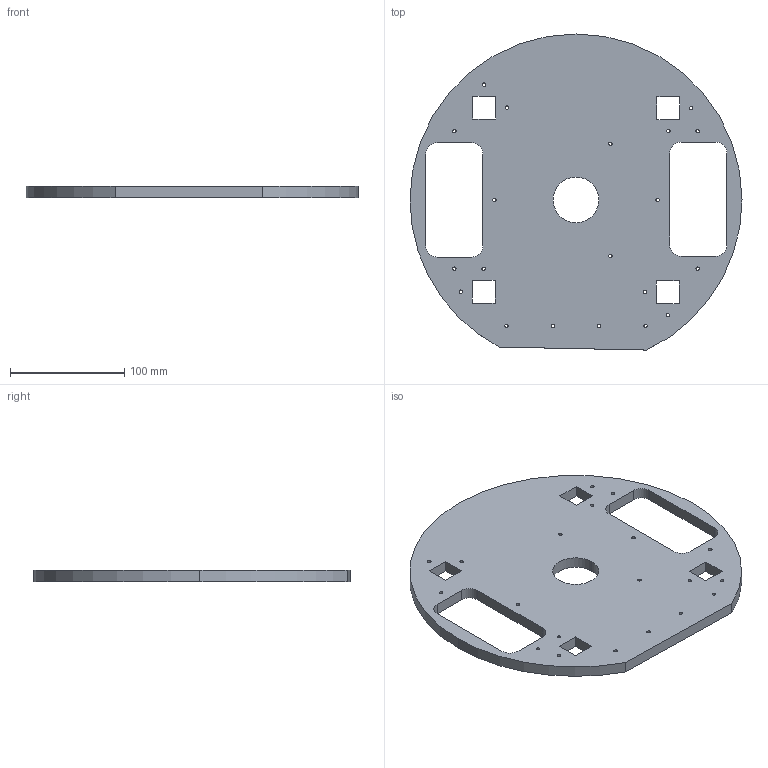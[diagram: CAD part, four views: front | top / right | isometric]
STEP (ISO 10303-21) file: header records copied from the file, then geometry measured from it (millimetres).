
FILE_DESCRIPTION (( 'STEP AP214' ), '1' );
FILE_NAME ('Mobile_base_1.STEP', '2022-04-12T17:30:54', ( '' ), ( '' ), 'SwSTEP 2.0', 'SolidWorks 2020', '' );
FILE_SCHEMA (( 'AUTOMOTIVE_DESIGN' ));
Length unit declared in the file: millimetre
Products named in the file (1): Mobile_base_1
Bounding box: 290 x 276.13 x 10 mm (x, y, z)
Volume: 519076.1 mm3; surface area: 124878.6 mm2
Topology: 1 solids, 1 shells, 80 faces, 234 edges, 156 vertices
Faces by surface type: cylinder 53, plane 27
Entity records: 2846 total; most frequent: DIRECTION 502, CARTESIAN_POINT 471, ORIENTED_EDGE 468, EDGE_CURVE 234, AXIS2_PLACEMENT_3D 187, VERTEX_POINT 156, EDGE_LOOP 134, LINE 128
